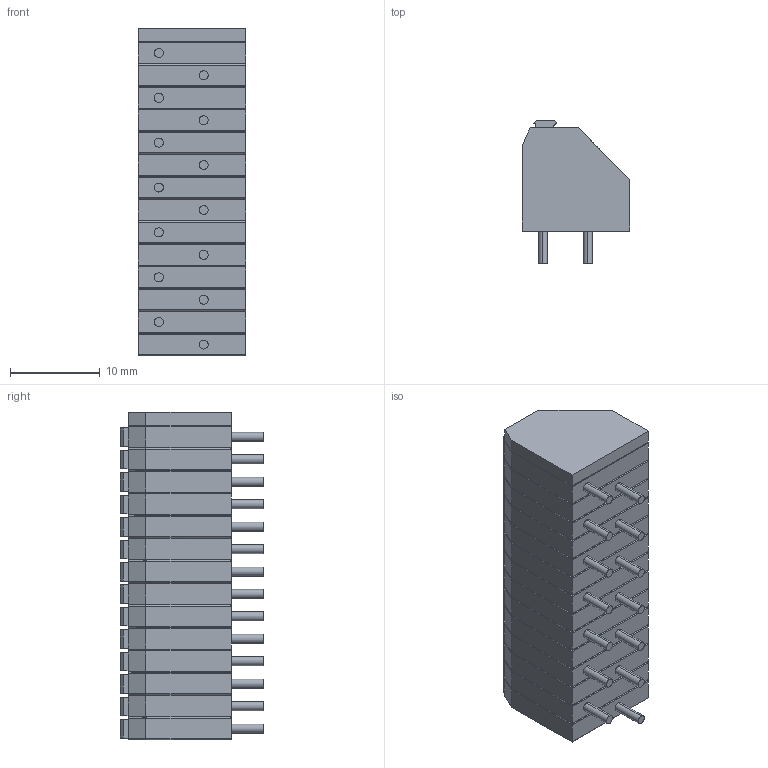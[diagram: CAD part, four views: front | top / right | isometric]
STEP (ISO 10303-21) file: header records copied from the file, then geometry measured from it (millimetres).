
FILE_DESCRIPTION (( 'STEP AP214' ), '1' );
FILE_NAME ('PTSA_05_14_25_Z.STEP', '2018-10-23T15:28:04', ( '' ), ( '' ), 'SwSTEP 2.0', 'SolidWorks 2017', '' );
FILE_SCHEMA (( 'AUTOMOTIVE_DESIGN' ));
Length unit declared in the file: millimetre
Products named in the file (1): PTSA_05_14_25_Z
Bounding box: 12 x 15.97 x 36.5 mm (x, y, z)
Volume: 4309.6 mm3; surface area: 3234.9 mm2
Topology: 2 solids, 26 shells, 775 faces, 1666 edges, 976 vertices
Faces by surface type: plane 383, cylinder 336, torus 56
Entity records: 28074 total; most frequent: CARTESIAN_POINT 4090, ORIENTED_EDGE 3332, DIRECTION 3330, EDGE_CURVE 1666, AXIS2_PLACEMENT_3D 1112, LINE 1106, VECTOR 1106, VERTEX_POINT 976
